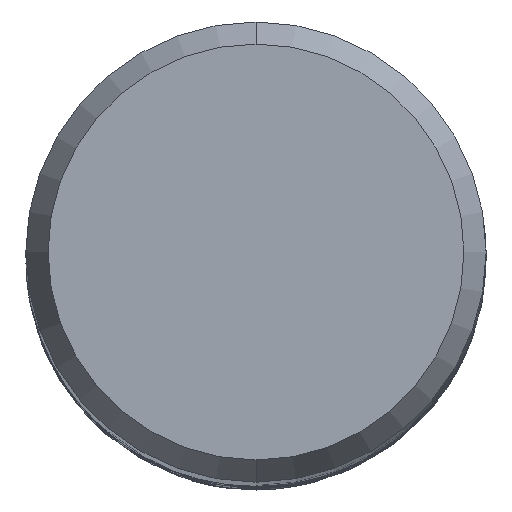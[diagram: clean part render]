
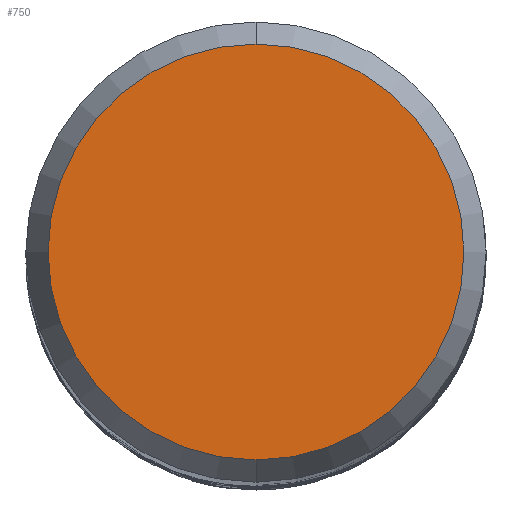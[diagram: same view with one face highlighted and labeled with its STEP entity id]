
A CAD part, top view. The second image highlights one B-rep face of the part: STEP entity #750.
In plain terms, the highlighted planar face has unit normal (0, 0, 1).
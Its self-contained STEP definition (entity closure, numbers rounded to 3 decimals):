
#750=ADVANCED_FACE('',(#1999),#2000,.T.);
#986=EDGE_CURVE('',#1646,#1668,#2256,.T.);
#1646=VERTEX_POINT('',#2969);
#1668=VERTEX_POINT('',#2992);
#1708=EDGE_CURVE('',#1668,#1646,#3042,.T.);
#1999=FACE_OUTER_BOUND('',#5066,.T.);
#2000=PLANE('',#5067);
#2256=CIRCLE('',#8477,5.423);
#2969=CARTESIAN_POINT('',(0.,-5.423,0.0));
#2992=CARTESIAN_POINT('',(0.0,5.423,0.0));
#3042=CIRCLE('',#19081,5.423);
#5066=EDGE_LOOP('',(#22080,#22081));
#5067=AXIS2_PLACEMENT_3D('',#22082,#22083,#22084);
#8477=AXIS2_PLACEMENT_3D('',#22358,#22359,#22360);
#19081=AXIS2_PLACEMENT_3D('',#23192,#23193,#23194);
#22080=ORIENTED_EDGE('',*,*,#1708,.F.);
#22081=ORIENTED_EDGE('',*,*,#986,.F.);
#22082=CARTESIAN_POINT('',(0.0,2.711,0.0));
#22083=DIRECTION('',(-0.0,0.0,1.0));
#22084=DIRECTION('',(0.0,-1.0,0.0));
#22358=CARTESIAN_POINT('',(0.0,0.0,0.0));
#22359=DIRECTION('',(0.0,0.0,-1.0));
#22360=DIRECTION('',(0.0,1.0,0.0));
#23192=CARTESIAN_POINT('',(0.0,0.0,0.0));
#23193=DIRECTION('',(0.0,0.0,-1.0));
#23194=DIRECTION('',(0.0,1.0,0.0));
